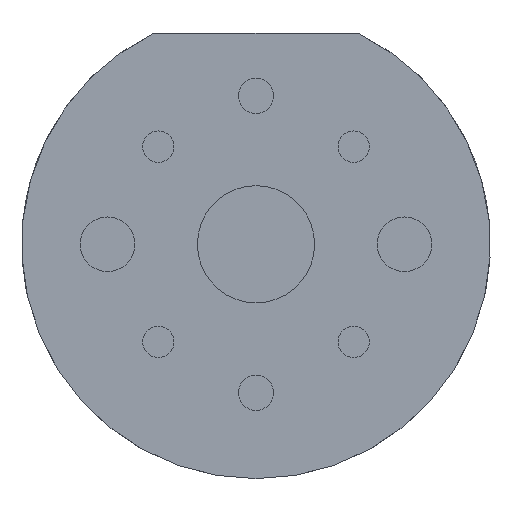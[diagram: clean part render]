
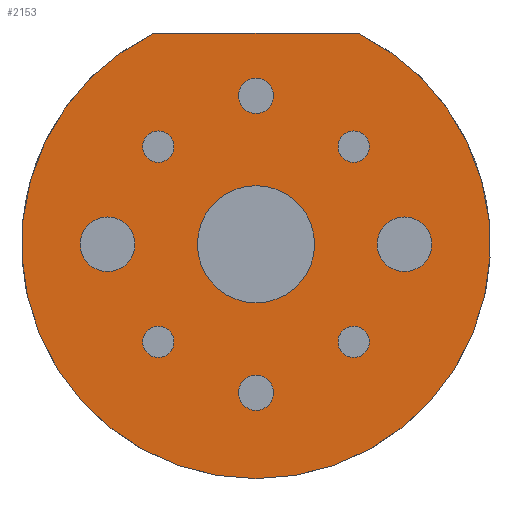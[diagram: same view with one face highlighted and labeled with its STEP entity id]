
A CAD part, front view. The second image highlights one B-rep face of the part: STEP entity #2153.
In plain terms, the highlighted planar face has unit normal (0, -1, 0).
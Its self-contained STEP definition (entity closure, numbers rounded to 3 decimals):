
#1 = FACE_BOUND ( 'NONE', #476, .T. ) ;
#19 = AXIS2_PLACEMENT_3D ( 'NONE', #1229, #2101, #1877 ) ;
#82 = ORIENTED_EDGE ( 'NONE', *, *, #348, .F. ) ;
#94 = DIRECTION ( 'NONE',  ( 0., 0., -1. ) ) ;
#104 = CARTESIAN_POINT ( 'NONE',  ( 0., 1.7, -4.25 ) ) ;
#113 = DIRECTION ( 'NONE',  ( 0., 0., -1. ) ) ;
#172 = CARTESIAN_POINT ( 'NONE',  ( 0., 1.7, 1.5 ) ) ;
#203 = ORIENTED_EDGE ( 'NONE', *, *, #2302, .F. ) ;
#219 = PLANE ( 'NONE',  #1612 ) ;
#220 = AXIS2_PLACEMENT_3D ( 'NONE', #636, #1491, #449 ) ;
#256 = DIRECTION ( 'NONE',  ( 0., -1., 0. ) ) ;
#289 = ORIENTED_EDGE ( 'NONE', *, *, #446, .F. ) ;
#340 = AXIS2_PLACEMENT_3D ( 'NONE', #1124, #1986, #94 ) ;
#345 = CIRCLE ( 'NONE', #1029, 0.7 ) ;
#348 = EDGE_CURVE ( 'NONE', #360, #1318, #2289, .T. ) ;
#360 = VERTEX_POINT ( 'NONE', #1317 ) ;
#403 = DIRECTION ( 'NONE',  ( 0., 0., -1. ) ) ;
#412 = ORIENTED_EDGE ( 'NONE', *, *, #776, .F. ) ;
#446 = EDGE_CURVE ( 'NONE', #2360, #1499, #345, .T. ) ;
#449 = DIRECTION ( 'NONE',  ( 0., 0., -1. ) ) ;
#453 = DIRECTION ( 'NONE',  ( 0., -1., 0. ) ) ;
#463 = CIRCLE ( 'NONE', #2417, 1.5 ) ;
#476 = EDGE_LOOP ( 'NONE', ( #1214, #289 ) ) ;
#477 = DIRECTION ( 'NONE',  ( 0., 0., -1. ) ) ;
#485 = DIRECTION ( 'NONE',  ( 0., -1., 0. ) ) ;
#532 = CARTESIAN_POINT ( 'NONE',  ( 0., 1.7, -3.35 ) ) ;
#542 = DIRECTION ( 'NONE',  ( 0., 1., 0. ) ) ;
#587 = AXIS2_PLACEMENT_3D ( 'NONE', #2350, #453, #477 ) ;
#596 = EDGE_LOOP ( 'NONE', ( #1987, #82 ) ) ;
#609 = ORIENTED_EDGE ( 'NONE', *, *, #1191, .F. ) ;
#619 = CARTESIAN_POINT ( 'NONE',  ( 0., 1.7, 5.4 ) ) ;
#636 = CARTESIAN_POINT ( 'NONE',  ( -3.8, 1.7, 0. ) ) ;
#660 = EDGE_LOOP ( 'NONE', ( #1727, #412 ) ) ;
#661 = CIRCLE ( 'NONE', #340, 0.7 ) ;
#671 = CARTESIAN_POINT ( 'NONE',  ( 3.8, 1.7, -0.7 ) ) ;
#673 = VERTEX_POINT ( 'NONE', #172 ) ;
#680 = CIRCLE ( 'NONE', #220, 0.7 ) ;
#776 = EDGE_CURVE ( 'NONE', #673, #2090, #463, .T. ) ;
#800 = CARTESIAN_POINT ( 'NONE',  ( -3.8, 1.7, -0.7 ) ) ;
#811 = DIRECTION ( 'NONE',  ( 0., -1., 0. ) ) ;
#824 = AXIS2_PLACEMENT_3D ( 'NONE', #1077, #485, #2606 ) ;
#862 = EDGE_LOOP ( 'NONE', ( #1739, #2287 ) ) ;
#870 = CARTESIAN_POINT ( 'NONE',  ( 0., 1.7, 0. ) ) ;
#916 = EDGE_CURVE ( 'NONE', #1955, #1085, #661, .T. ) ;
#934 = CARTESIAN_POINT ( 'NONE',  ( 3.8, 1.7, 0. ) ) ;
#939 = DIRECTION ( 'NONE',  ( 0., 0., -1. ) ) ;
#1029 = AXIS2_PLACEMENT_3D ( 'NONE', #934, #1820, #1804 ) ;
#1042 = AXIS2_PLACEMENT_3D ( 'NONE', #2170, #1951, #2566 ) ;
#1065 = VERTEX_POINT ( 'NONE', #1617 ) ;
#1075 = CARTESIAN_POINT ( 'NONE',  ( 0., 1.7, -6. ) ) ;
#1077 = CARTESIAN_POINT ( 'NONE',  ( 0., 1.7, -3.8 ) ) ;
#1085 = VERTEX_POINT ( 'NONE', #2243 ) ;
#1097 = EDGE_CURVE ( 'NONE', #1318, #360, #1706, .T. ) ;
#1108 = AXIS2_PLACEMENT_3D ( 'NONE', #2335, #811, #403 ) ;
#1124 = CARTESIAN_POINT ( 'NONE',  ( -3.8, 1.7, 0. ) ) ;
#1191 = EDGE_CURVE ( 'NONE', #2716, #1065, #1497, .T. ) ;
#1214 = ORIENTED_EDGE ( 'NONE', *, *, #1633, .F. ) ;
#1229 = CARTESIAN_POINT ( 'NONE',  ( 0., 1.7, 0. ) ) ;
#1317 = CARTESIAN_POINT ( 'NONE',  ( 0., 1.7, 4.25 ) ) ;
#1318 = VERTEX_POINT ( 'NONE', #1649 ) ;
#1408 = CIRCLE ( 'NONE', #824, 0.45 ) ;
#1455 = CIRCLE ( 'NONE', #1042, 0.45 ) ;
#1461 = FACE_OUTER_BOUND ( 'NONE', #1701, .T. ) ;
#1465 = AXIS2_PLACEMENT_3D ( 'NONE', #1610, #542, #939 ) ;
#1482 = EDGE_CURVE ( 'NONE', #2656, #2625, #1455, .T. ) ;
#1491 = DIRECTION ( 'NONE',  ( 0., -1., 0. ) ) ;
#1497 = LINE ( 'NONE', #619, #1770 ) ;
#1499 = VERTEX_POINT ( 'NONE', #671 ) ;
#1502 = CIRCLE ( 'NONE', #1465, 6. ) ;
#1515 = AXIS2_PLACEMENT_3D ( 'NONE', #2410, #1979, #113 ) ;
#1540 = ORIENTED_EDGE ( 'NONE', *, *, #1602, .F. ) ;
#1559 = EDGE_CURVE ( 'NONE', #1085, #1955, #680, .T. ) ;
#1602 = EDGE_CURVE ( 'NONE', #1065, #1952, #2551, .T. ) ;
#1610 = CARTESIAN_POINT ( 'NONE',  ( 0., 1.7, 0. ) ) ;
#1612 = AXIS2_PLACEMENT_3D ( 'NONE', #870, #2190, #2602 ) ;
#1617 = CARTESIAN_POINT ( 'NONE',  ( 2.615, 1.7, 5.4 ) ) ;
#1633 = EDGE_CURVE ( 'NONE', #1499, #2360, #2191, .T. ) ;
#1649 = CARTESIAN_POINT ( 'NONE',  ( 0., 1.7, 3.35 ) ) ;
#1665 = AXIS2_PLACEMENT_3D ( 'NONE', #2738, #2258, #2307 ) ;
#1680 = FACE_BOUND ( 'NONE', #862, .T. ) ;
#1701 = EDGE_LOOP ( 'NONE', ( #609, #203, #1540 ) ) ;
#1706 = CIRCLE ( 'NONE', #1665, 0.45 ) ;
#1727 = ORIENTED_EDGE ( 'NONE', *, *, #1808, .F. ) ;
#1739 = ORIENTED_EDGE ( 'NONE', *, *, #916, .F. ) ;
#1770 = VECTOR ( 'NONE', #2118, 1000. ) ;
#1804 = DIRECTION ( 'NONE',  ( 0., 0., -1. ) ) ;
#1808 = EDGE_CURVE ( 'NONE', #2090, #673, #2362, .T. ) ;
#1820 = DIRECTION ( 'NONE',  ( 0., -1., 0. ) ) ;
#1830 = ORIENTED_EDGE ( 'NONE', *, *, #1482, .F. ) ;
#1877 = DIRECTION ( 'NONE',  ( 0., 0., -1. ) ) ;
#1909 = FACE_BOUND ( 'NONE', #660, .T. ) ;
#1951 = DIRECTION ( 'NONE',  ( 0., -1., 0. ) ) ;
#1952 = VERTEX_POINT ( 'NONE', #1075 ) ;
#1955 = VERTEX_POINT ( 'NONE', #800 ) ;
#1979 = DIRECTION ( 'NONE',  ( 0., -1., 0. ) ) ;
#1986 = DIRECTION ( 'NONE',  ( 0., -1., 0. ) ) ;
#1987 = ORIENTED_EDGE ( 'NONE', *, *, #1097, .F. ) ;
#2043 = CARTESIAN_POINT ( 'NONE',  ( -2.615, 1.7, 5.4 ) ) ;
#2090 = VERTEX_POINT ( 'NONE', #2434 ) ;
#2101 = DIRECTION ( 'NONE',  ( 0., 1., 0. ) ) ;
#2117 = FACE_BOUND ( 'NONE', #2171, .T. ) ;
#2118 = DIRECTION ( 'NONE',  ( 1., 0., 0. ) ) ;
#2153 = ADVANCED_FACE ( 'NONE', ( #1680, #2533, #1909, #1461, #1, #2117 ), #219, .F. ) ;
#2156 = CARTESIAN_POINT ( 'NONE',  ( 0., 1.7, 0. ) ) ;
#2170 = CARTESIAN_POINT ( 'NONE',  ( 0., 1.7, -3.8 ) ) ;
#2171 = EDGE_LOOP ( 'NONE', ( #2438, #1830 ) ) ;
#2190 = DIRECTION ( 'NONE',  ( 0., 1., 0. ) ) ;
#2191 = CIRCLE ( 'NONE', #1108, 0.7 ) ;
#2243 = CARTESIAN_POINT ( 'NONE',  ( -3.8, 1.7, 0.7 ) ) ;
#2258 = DIRECTION ( 'NONE',  ( 0., -1., 0. ) ) ;
#2287 = ORIENTED_EDGE ( 'NONE', *, *, #1559, .F. ) ;
#2289 = CIRCLE ( 'NONE', #587, 0.45 ) ;
#2302 = EDGE_CURVE ( 'NONE', #1952, #2716, #1502, .T. ) ;
#2307 = DIRECTION ( 'NONE',  ( 0., 0., -1. ) ) ;
#2335 = CARTESIAN_POINT ( 'NONE',  ( 3.8, 1.7, 0. ) ) ;
#2350 = CARTESIAN_POINT ( 'NONE',  ( 0., 1.7, 3.8 ) ) ;
#2360 = VERTEX_POINT ( 'NONE', #2646 ) ;
#2362 = CIRCLE ( 'NONE', #1515, 1.5 ) ;
#2402 = DIRECTION ( 'NONE',  ( 0., 0., -1. ) ) ;
#2410 = CARTESIAN_POINT ( 'NONE',  ( 0., 1.7, 0. ) ) ;
#2417 = AXIS2_PLACEMENT_3D ( 'NONE', #2156, #256, #2402 ) ;
#2434 = CARTESIAN_POINT ( 'NONE',  ( 0., 1.7, -1.5 ) ) ;
#2438 = ORIENTED_EDGE ( 'NONE', *, *, #2604, .F. ) ;
#2533 = FACE_BOUND ( 'NONE', #596, .T. ) ;
#2551 = CIRCLE ( 'NONE', #19, 6. ) ;
#2566 = DIRECTION ( 'NONE',  ( 0., 0., -1. ) ) ;
#2602 = DIRECTION ( 'NONE',  ( 0., 0., 1. ) ) ;
#2604 = EDGE_CURVE ( 'NONE', #2625, #2656, #1408, .T. ) ;
#2606 = DIRECTION ( 'NONE',  ( 0., 0., -1. ) ) ;
#2625 = VERTEX_POINT ( 'NONE', #104 ) ;
#2646 = CARTESIAN_POINT ( 'NONE',  ( 3.8, 1.7, 0.7 ) ) ;
#2656 = VERTEX_POINT ( 'NONE', #532 ) ;
#2716 = VERTEX_POINT ( 'NONE', #2043 ) ;
#2738 = CARTESIAN_POINT ( 'NONE',  ( 0., 1.7, 3.8 ) ) ;
